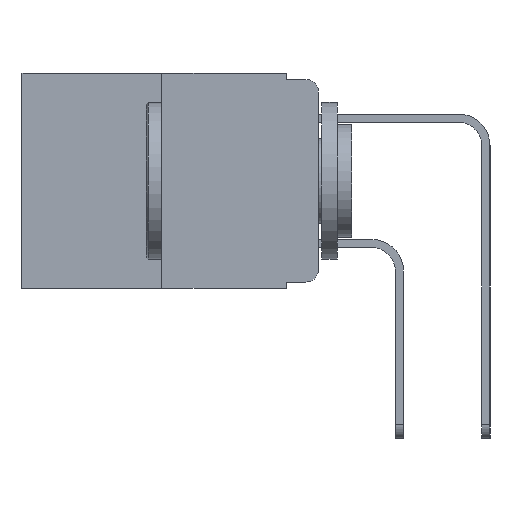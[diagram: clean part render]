
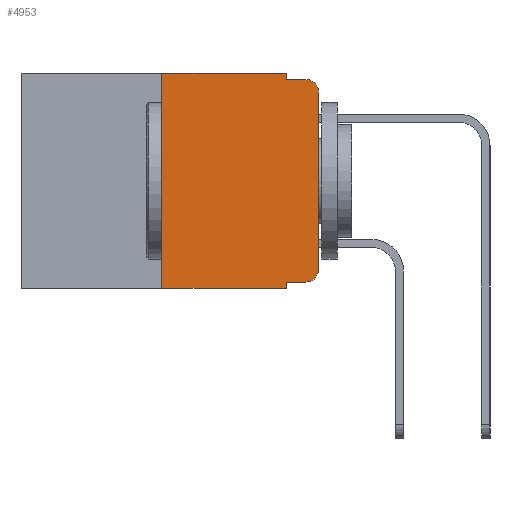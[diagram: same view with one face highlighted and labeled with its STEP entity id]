
A CAD part, left-side view. The second image highlights one B-rep face of the part: STEP entity #4953.
In plain terms, the highlighted planar face has unit normal (-1, 0, 0).
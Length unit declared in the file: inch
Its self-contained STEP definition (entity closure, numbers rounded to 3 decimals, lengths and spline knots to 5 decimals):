
#313 = VERTEX_POINT ( 'NONE', #8308 ) ;
#338 = EDGE_CURVE ( 'NONE', #4937, #6755, #11720, .T. ) ;
#632 = ORIENTED_EDGE ( 'NONE', *, *, #7874, .F. ) ;
#931 = LINE ( 'NONE', #5921, #11094 ) ;
#971 = VECTOR ( 'NONE', #7690, 39.37008 ) ;
#998 = ORIENTED_EDGE ( 'NONE', *, *, #11590, .F. ) ;
#2033 = CARTESIAN_POINT ( 'NONE',  ( 0., 0.02, -0.313 ) ) ;
#2111 = CARTESIAN_POINT ( 'NONE',  ( 0., 0.02, -0.01 ) ) ;
#2515 = CARTESIAN_POINT ( 'NONE',  ( 0., 0.25, -0.343 ) ) ;
#2603 = AXIS2_PLACEMENT_3D ( 'NONE', #2033, #9426, #3129 ) ;
#2608 = DIRECTION ( 'NONE',  ( -1., 0., 0. ) ) ;
#2960 = VERTEX_POINT ( 'NONE', #2515 ) ;
#3129 = DIRECTION ( 'NONE',  ( 0., 0., -1. ) ) ;
#3479 = CARTESIAN_POINT ( 'NONE',  ( 0., 0., 0. ) ) ;
#3730 = CARTESIAN_POINT ( 'NONE',  ( 0., 0.051, -0.333 ) ) ;
#3748 = VERTEX_POINT ( 'NONE', #8588 ) ;
#3792 = CARTESIAN_POINT ( 'NONE',  ( 0., 0.473, -0.343 ) ) ;
#3869 = DIRECTION ( 'NONE',  ( 0., 0., -1. ) ) ;
#4145 = CARTESIAN_POINT ( 'NONE',  ( 0., 0.051, -0.01 ) ) ;
#4253 = PLANE ( 'NONE',  #10332 ) ;
#4735 = VERTEX_POINT ( 'NONE', #9728 ) ;
#4937 = VERTEX_POINT ( 'NONE', #6909 ) ;
#4953 = ADVANCED_FACE ( 'NONE', ( #10689 ), #4253, .F. ) ;
#4966 = ORIENTED_EDGE ( 'NONE', *, *, #338, .F. ) ;
#5048 = CARTESIAN_POINT ( 'NONE',  ( 0., 0.25, 0. ) ) ;
#5144 = ORIENTED_EDGE ( 'NONE', *, *, #11114, .T. ) ;
#5239 = DIRECTION ( 'NONE',  ( 0., -1., 0. ) ) ;
#5489 = CARTESIAN_POINT ( 'NONE',  ( 0., 0., -0.03 ) ) ;
#5788 = VERTEX_POINT ( 'NONE', #2111 ) ;
#5921 = CARTESIAN_POINT ( 'NONE',  ( 0., 0.473, 0. ) ) ;
#5989 = VECTOR ( 'NONE', #6126, 39.37008 ) ;
#6126 = DIRECTION ( 'NONE',  ( 0., 0., 1. ) ) ;
#6133 = ORIENTED_EDGE ( 'NONE', *, *, #12442, .F. ) ;
#6287 = LINE ( 'NONE', #9577, #11292 ) ;
#6294 = ORIENTED_EDGE ( 'NONE', *, *, #6555, .T. ) ;
#6325 = VECTOR ( 'NONE', #9081, 39.37008 ) ;
#6555 = EDGE_CURVE ( 'NONE', #313, #10309, #8881, .T. ) ;
#6755 = VERTEX_POINT ( 'NONE', #11937 ) ;
#6782 = ORIENTED_EDGE ( 'NONE', *, *, #10542, .T. ) ;
#6862 = EDGE_CURVE ( 'NONE', #13020, #313, #7413, .T. ) ;
#6909 = CARTESIAN_POINT ( 'NONE',  ( 0., 0.051, -0.333 ) ) ;
#7208 = CARTESIAN_POINT ( 'NONE',  ( 0., 0.473, 0. ) ) ;
#7413 = CIRCLE ( 'NONE', #2603, 0.02 ) ;
#7643 = LINE ( 'NONE', #3730, #12195 ) ;
#7690 = DIRECTION ( 'NONE',  ( 0., 0., 1. ) ) ;
#7874 = EDGE_CURVE ( 'NONE', #3748, #10220, #931, .T. ) ;
#7969 = DIRECTION ( 'NONE',  ( 0., -1., 0. ) ) ;
#8308 = CARTESIAN_POINT ( 'NONE',  ( 0., 0., -0.313 ) ) ;
#8562 = CARTESIAN_POINT ( 'NONE',  ( 0., 0.02, -0.333 ) ) ;
#8588 = CARTESIAN_POINT ( 'NONE',  ( 0., 0.25, 0. ) ) ;
#8653 = VECTOR ( 'NONE', #5239, 39.37008 ) ;
#8881 = LINE ( 'NONE', #3479, #971 ) ;
#8983 = CARTESIAN_POINT ( 'NONE',  ( 0., 0.02, -0.03 ) ) ;
#9057 = LINE ( 'NONE', #5048, #5989 ) ;
#9070 = LINE ( 'NONE', #3792, #6325 ) ;
#9081 = DIRECTION ( 'NONE',  ( 0., -1., 0. ) ) ;
#9174 = VECTOR ( 'NONE', #3869, 39.37008 ) ;
#9292 = AXIS2_PLACEMENT_3D ( 'NONE', #8983, #2608, #9962 ) ;
#9426 = DIRECTION ( 'NONE',  ( -1., 0., 0. ) ) ;
#9555 = EDGE_CURVE ( 'NONE', #4735, #5788, #11206, .T. ) ;
#9577 = CARTESIAN_POINT ( 'NONE',  ( 0., 0.051, 0. ) ) ;
#9632 = ORIENTED_EDGE ( 'NONE', *, *, #11090, .T. ) ;
#9728 = CARTESIAN_POINT ( 'NONE',  ( 0., 0.051, -0.01 ) ) ;
#9962 = DIRECTION ( 'NONE',  ( 0., 0., -1. ) ) ;
#10220 = VERTEX_POINT ( 'NONE', #12302 ) ;
#10309 = VERTEX_POINT ( 'NONE', #5489 ) ;
#10332 = AXIS2_PLACEMENT_3D ( 'NONE', #7208, #12038, #13069 ) ;
#10542 = EDGE_CURVE ( 'NONE', #2960, #6755, #9070, .T. ) ;
#10545 = ORIENTED_EDGE ( 'NONE', *, *, #9555, .F. ) ;
#10689 = FACE_OUTER_BOUND ( 'NONE', #12528, .T. ) ;
#10918 = DIRECTION ( 'NONE',  ( 0., -1., 0. ) ) ;
#11090 = EDGE_CURVE ( 'NONE', #10309, #5788, #12845, .T. ) ;
#11094 = VECTOR ( 'NONE', #10918, 39.37008 ) ;
#11114 = EDGE_CURVE ( 'NONE', #4937, #13020, #7643, .T. ) ;
#11206 = LINE ( 'NONE', #4145, #8653 ) ;
#11292 = VECTOR ( 'NONE', #12477, 39.37008 ) ;
#11501 = CARTESIAN_POINT ( 'NONE',  ( 0., 0.051, 0. ) ) ;
#11590 = EDGE_CURVE ( 'NONE', #2960, #3748, #9057, .T. ) ;
#11720 = LINE ( 'NONE', #11501, #9174 ) ;
#11750 = ORIENTED_EDGE ( 'NONE', *, *, #6862, .T. ) ;
#11937 = CARTESIAN_POINT ( 'NONE',  ( 0., 0.051, -0.343 ) ) ;
#12038 = DIRECTION ( 'NONE',  ( 1., 0., 0. ) ) ;
#12195 = VECTOR ( 'NONE', #7969, 39.37008 ) ;
#12302 = CARTESIAN_POINT ( 'NONE',  ( 0., 0.051, 0. ) ) ;
#12442 = EDGE_CURVE ( 'NONE', #10220, #4735, #6287, .T. ) ;
#12477 = DIRECTION ( 'NONE',  ( 0., 0., -1. ) ) ;
#12528 = EDGE_LOOP ( 'NONE', ( #6294, #9632, #10545, #6133, #632, #998, #6782, #4966, #5144, #11750 ) ) ;
#12845 = CIRCLE ( 'NONE', #9292, 0.02 ) ;
#13020 = VERTEX_POINT ( 'NONE', #8562 ) ;
#13069 = DIRECTION ( 'NONE',  ( 0., 0., -1. ) ) ;
